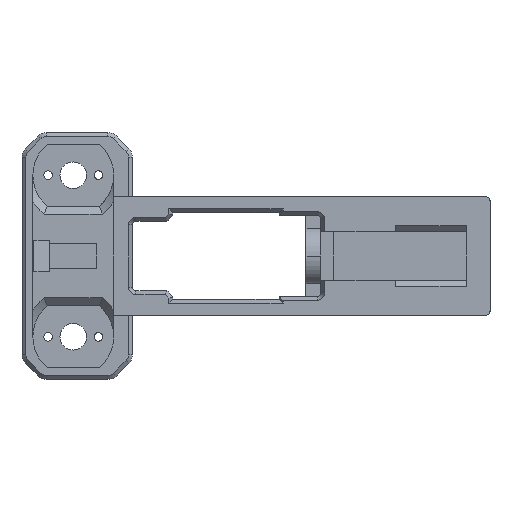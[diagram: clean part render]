
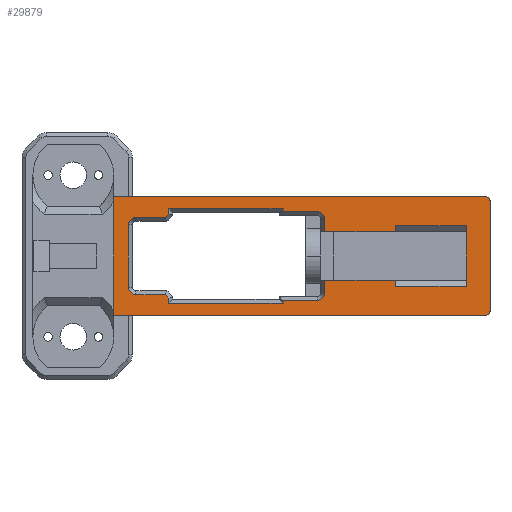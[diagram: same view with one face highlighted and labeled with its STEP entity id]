
A CAD part, front view. The second image highlights one B-rep face of the part: STEP entity #29879.
In plain terms, the highlighted planar face has unit normal (0, -1, 0).
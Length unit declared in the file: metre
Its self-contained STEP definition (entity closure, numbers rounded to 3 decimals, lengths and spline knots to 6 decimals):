
#869=CIRCLE('',#31603,0.001);
#870=CIRCLE('',#31604,0.001);
#871=CIRCLE('',#31605,0.0019);
#872=CIRCLE('',#31606,0.0019);
#873=CIRCLE('',#31607,0.0019);
#874=CIRCLE('',#31608,0.0019);
#2678=ORIENTED_EDGE('',*,*,#10865,.T.);
#2679=ORIENTED_EDGE('',*,*,#10918,.F.);
#2680=ORIENTED_EDGE('',*,*,#10919,.F.);
#2681=ORIENTED_EDGE('',*,*,#10920,.T.);
#2682=ORIENTED_EDGE('',*,*,#10854,.F.);
#2683=ORIENTED_EDGE('',*,*,#10032,.T.);
#2684=ORIENTED_EDGE('',*,*,#10921,.F.);
#2685=ORIENTED_EDGE('',*,*,#10922,.F.);
#2686=ORIENTED_EDGE('',*,*,#10923,.T.);
#2687=ORIENTED_EDGE('',*,*,#10924,.T.);
#2688=ORIENTED_EDGE('',*,*,#10925,.T.);
#2689=ORIENTED_EDGE('',*,*,#10926,.T.);
#2690=ORIENTED_EDGE('',*,*,#10927,.T.);
#2691=ORIENTED_EDGE('',*,*,#10928,.T.);
#2692=ORIENTED_EDGE('',*,*,#10929,.T.);
#2693=ORIENTED_EDGE('',*,*,#10930,.T.);
#2694=ORIENTED_EDGE('',*,*,#10931,.T.);
#2695=ORIENTED_EDGE('',*,*,#10932,.T.);
#2696=ORIENTED_EDGE('',*,*,#10933,.T.);
#2697=ORIENTED_EDGE('',*,*,#10934,.T.);
#2698=ORIENTED_EDGE('',*,*,#10935,.T.);
#2699=ORIENTED_EDGE('',*,*,#10936,.T.);
#2700=ORIENTED_EDGE('',*,*,#10937,.T.);
#2701=ORIENTED_EDGE('',*,*,#10938,.T.);
#2702=ORIENTED_EDGE('',*,*,#10939,.T.);
#2703=ORIENTED_EDGE('',*,*,#10940,.T.);
#2704=ORIENTED_EDGE('',*,*,#10941,.T.);
#2705=ORIENTED_EDGE('',*,*,#10942,.T.);
#2706=ORIENTED_EDGE('',*,*,#10943,.F.);
#2707=ORIENTED_EDGE('',*,*,#10944,.T.);
#2708=ORIENTED_EDGE('',*,*,#10945,.T.);
#2709=ORIENTED_EDGE('',*,*,#10946,.F.);
#10032=EDGE_CURVE('',#14480,#14493,#17444,.T.);
#10854=EDGE_CURVE('',#14480,#15026,#17904,.T.);
#10865=EDGE_CURVE('',#14493,#15035,#17911,.T.);
#10918=EDGE_CURVE('',#15064,#15035,#869,.T.);
#10919=EDGE_CURVE('',#15065,#15064,#17936,.T.);
#10920=EDGE_CURVE('',#15065,#15026,#870,.T.);
#10921=EDGE_CURVE('',#15066,#15067,#17937,.T.);
#10922=EDGE_CURVE('',#15068,#15066,#17938,.T.);
#10923=EDGE_CURVE('',#15068,#15069,#17939,.T.);
#10924=EDGE_CURVE('',#15069,#15070,#871,.T.);
#10925=EDGE_CURVE('',#15070,#15071,#17940,.T.);
#10926=EDGE_CURVE('',#15071,#15072,#17941,.T.);
#10927=EDGE_CURVE('',#15072,#15073,#17942,.T.);
#10928=EDGE_CURVE('',#15073,#15074,#17943,.T.);
#10929=EDGE_CURVE('',#15074,#15075,#17944,.T.);
#10930=EDGE_CURVE('',#15075,#15076,#17945,.T.);
#10931=EDGE_CURVE('',#15076,#15077,#872,.T.);
#10932=EDGE_CURVE('',#15077,#15078,#17946,.T.);
#10933=EDGE_CURVE('',#15078,#15079,#873,.T.);
#10934=EDGE_CURVE('',#15079,#15080,#17947,.T.);
#10935=EDGE_CURVE('',#15080,#15081,#17948,.T.);
#10936=EDGE_CURVE('',#15081,#15082,#17949,.T.);
#10937=EDGE_CURVE('',#15082,#15083,#17950,.T.);
#10938=EDGE_CURVE('',#15083,#15084,#17951,.T.);
#10939=EDGE_CURVE('',#15084,#15085,#17952,.T.);
#10940=EDGE_CURVE('',#15085,#15086,#874,.T.);
#10941=EDGE_CURVE('',#15086,#15087,#17953,.T.);
#10942=EDGE_CURVE('',#15087,#15088,#17954,.T.);
#10943=EDGE_CURVE('',#15089,#15088,#17955,.T.);
#10944=EDGE_CURVE('',#15089,#15090,#17956,.T.);
#10945=EDGE_CURVE('',#15090,#15091,#17957,.T.);
#10946=EDGE_CURVE('',#15067,#15091,#17958,.T.);
#14480=VERTEX_POINT('',#40383);
#14493=VERTEX_POINT('',#40417);
#15026=VERTEX_POINT('',#44422);
#15035=VERTEX_POINT('',#44448);
#15064=VERTEX_POINT('',#44580);
#15065=VERTEX_POINT('',#44582);
#15066=VERTEX_POINT('',#44585);
#15067=VERTEX_POINT('',#44586);
#15068=VERTEX_POINT('',#44588);
#15069=VERTEX_POINT('',#44590);
#15070=VERTEX_POINT('',#44592);
#15071=VERTEX_POINT('',#44594);
#15072=VERTEX_POINT('',#44596);
#15073=VERTEX_POINT('',#44598);
#15074=VERTEX_POINT('',#44600);
#15075=VERTEX_POINT('',#44602);
#15076=VERTEX_POINT('',#44604);
#15077=VERTEX_POINT('',#44606);
#15078=VERTEX_POINT('',#44608);
#15079=VERTEX_POINT('',#44610);
#15080=VERTEX_POINT('',#44612);
#15081=VERTEX_POINT('',#44614);
#15082=VERTEX_POINT('',#44616);
#15083=VERTEX_POINT('',#44618);
#15084=VERTEX_POINT('',#44620);
#15085=VERTEX_POINT('',#44622);
#15086=VERTEX_POINT('',#44624);
#15087=VERTEX_POINT('',#44626);
#15088=VERTEX_POINT('',#44628);
#15089=VERTEX_POINT('',#44630);
#15090=VERTEX_POINT('',#44632);
#15091=VERTEX_POINT('',#44634);
#17444=LINE('',#40418,#21236);
#17904=LINE('',#44421,#21696);
#17911=LINE('',#44449,#21703);
#17936=LINE('',#44581,#21728);
#17937=LINE('',#44584,#21729);
#17938=LINE('',#44587,#21730);
#17939=LINE('',#44589,#21731);
#17940=LINE('',#44593,#21732);
#17941=LINE('',#44595,#21733);
#17942=LINE('',#44597,#21734);
#17943=LINE('',#44599,#21735);
#17944=LINE('',#44601,#21736);
#17945=LINE('',#44603,#21737);
#17946=LINE('',#44607,#21738);
#17947=LINE('',#44611,#21739);
#17948=LINE('',#44613,#21740);
#17949=LINE('',#44615,#21741);
#17950=LINE('',#44617,#21742);
#17951=LINE('',#44619,#21743);
#17952=LINE('',#44621,#21744);
#17953=LINE('',#44625,#21745);
#17954=LINE('',#44627,#21746);
#17955=LINE('',#44629,#21747);
#17956=LINE('',#44631,#21748);
#17957=LINE('',#44633,#21749);
#17958=LINE('',#44635,#21750);
#21236=VECTOR('',#33033,1.);
#21696=VECTOR('',#34277,1.);
#21703=VECTOR('',#34290,1.);
#21728=VECTOR('',#34399,1.);
#21729=VECTOR('',#34402,1.);
#21730=VECTOR('',#34403,1.);
#21731=VECTOR('',#34404,1.);
#21732=VECTOR('',#34407,1.);
#21733=VECTOR('',#34408,1.);
#21734=VECTOR('',#34409,1.);
#21735=VECTOR('',#34410,1.);
#21736=VECTOR('',#34411,1.);
#21737=VECTOR('',#34412,1.);
#21738=VECTOR('',#34415,1.);
#21739=VECTOR('',#34418,1.);
#21740=VECTOR('',#34419,1.);
#21741=VECTOR('',#34420,1.);
#21742=VECTOR('',#34421,1.);
#21743=VECTOR('',#34422,1.);
#21744=VECTOR('',#34423,1.);
#21745=VECTOR('',#34426,1.);
#21746=VECTOR('',#34427,1.);
#21747=VECTOR('',#34428,1.);
#21748=VECTOR('',#34429,1.);
#21749=VECTOR('',#34430,1.);
#21750=VECTOR('',#34431,1.);
#25306=EDGE_LOOP('',(#2678,#2679,#2680,#2681,#2682,#2683));
#25307=EDGE_LOOP('',(#2684,#2685,#2686,#2687,#2688,#2689,#2690,#2691,#2692,
#2693,#2694,#2695,#2696,#2697,#2698,#2699,#2700,#2701,#2702,#2703,#2704,
#2705,#2706,#2707,#2708,#2709));
#26971=FACE_BOUND('',#25306,.T.);
#26972=FACE_BOUND('',#25307,.T.);
#28451=PLANE('',#31602);
#29879=ADVANCED_FACE('',(#26971,#26972),#28451,.T.);
#31602=AXIS2_PLACEMENT_3D('',#44578,#34395,#34396);
#31603=AXIS2_PLACEMENT_3D('',#44579,#34397,#34398);
#31604=AXIS2_PLACEMENT_3D('',#44583,#34400,#34401);
#31605=AXIS2_PLACEMENT_3D('',#44591,#34405,#34406);
#31606=AXIS2_PLACEMENT_3D('',#44605,#34413,#34414);
#31607=AXIS2_PLACEMENT_3D('',#44609,#34416,#34417);
#31608=AXIS2_PLACEMENT_3D('',#44623,#34424,#34425);
#33033=DIRECTION('',(0.,0.,-1.));
#34277=DIRECTION('',(1.,0.,0.));
#34290=DIRECTION('',(1.,0.,0.));
#34395=DIRECTION('',(0.,-1.,0.));
#34396=DIRECTION('',(0.,0.,-1.));
#34397=DIRECTION('',(0.,1.,0.));
#34398=DIRECTION('',(0.,0.,-1.));
#34399=DIRECTION('',(0.,0.,-1.));
#34400=DIRECTION('',(0.,-1.,0.));
#34401=DIRECTION('',(0.,0.,-1.));
#34402=DIRECTION('',(0.,0.,-1.));
#34403=DIRECTION('',(1.,0.,0.));
#34404=DIRECTION('',(0.,0.,-1.));
#34405=DIRECTION('',(0.,1.,0.));
#34406=DIRECTION('',(0.,0.,-1.));
#34407=DIRECTION('',(-1.,0.,0.));
#34408=DIRECTION('',(0.,0.,-1.));
#34409=DIRECTION('',(-1.,0.,0.));
#34410=DIRECTION('',(0.,0.,1.));
#34411=DIRECTION('',(-0.707,0.,0.707));
#34412=DIRECTION('',(-1.,0.,0.));
#34413=DIRECTION('',(0.,1.,0.));
#34414=DIRECTION('',(0.,0.,-1.));
#34415=DIRECTION('',(0.,0.,1.));
#34416=DIRECTION('',(0.,1.,0.));
#34417=DIRECTION('',(0.,0.,-1.));
#34418=DIRECTION('',(1.,0.,0.));
#34419=DIRECTION('',(0.707,0.,0.707));
#34420=DIRECTION('',(0.,0.,1.));
#34421=DIRECTION('',(1.,0.,0.));
#34422=DIRECTION('',(0.,0.,-1.));
#34423=DIRECTION('',(1.,0.,0.));
#34424=DIRECTION('',(0.,1.,0.));
#34425=DIRECTION('',(0.,0.,-1.));
#34426=DIRECTION('',(0.,0.,-1.));
#34427=DIRECTION('',(1.,0.,0.));
#34428=DIRECTION('',(0.,0.,-1.));
#34429=DIRECTION('',(1.,0.,0.));
#34430=DIRECTION('',(0.,0.,-1.));
#34431=DIRECTION('',(1.,0.,0.));
#40383=CARTESIAN_POINT('',(0.0055,-0.0115,0.015));
#40417=CARTESIAN_POINT('',(0.0055,-0.0115,-0.015));
#40418=CARTESIAN_POINT('',(0.0055,-0.0115,0.));
#44421=CARTESIAN_POINT('',(0.,-0.0115,0.015));
#44422=CARTESIAN_POINT('',(0.1,-0.0115,0.015));
#44448=CARTESIAN_POINT('',(0.1,-0.0115,-0.015));
#44449=CARTESIAN_POINT('',(0.,-0.0115,-0.015));
#44578=CARTESIAN_POINT('',(0.,-0.0115,0.));
#44579=CARTESIAN_POINT('',(0.1,-0.0115,-0.014));
#44580=CARTESIAN_POINT('',(0.101,-0.0115,-0.014));
#44581=CARTESIAN_POINT('',(0.101,-0.0115,0.));
#44582=CARTESIAN_POINT('',(0.101,-0.0115,0.014));
#44583=CARTESIAN_POINT('',(0.1,-0.0115,0.014));
#44584=CARTESIAN_POINT('',(0.077,-0.0115,0.));
#44585=CARTESIAN_POINT('',(0.077,-0.0115,-0.006125));
#44586=CARTESIAN_POINT('',(0.077,-0.0115,-0.007723));
#44587=CARTESIAN_POINT('',(0.,-0.0115,-0.006125));
#44588=CARTESIAN_POINT('',(0.05905,-0.0115,-0.006125));
#44589=CARTESIAN_POINT('',(0.05905,-0.0115,0.));
#44590=CARTESIAN_POINT('',(0.05905,-0.0115,-0.009375));
#44591=CARTESIAN_POINT('',(0.05715,-0.0115,-0.009375));
#44592=CARTESIAN_POINT('',(0.05715,-0.0115,-0.011275));
#44593=CARTESIAN_POINT('',(0.,-0.0115,-0.011275));
#44594=CARTESIAN_POINT('',(0.048484,-0.0115,-0.011275));
#44595=CARTESIAN_POINT('',(0.048484,-0.0115,-0.011));
#44596=CARTESIAN_POINT('',(0.048484,-0.0115,-0.012));
#44597=CARTESIAN_POINT('',(0.020484,-0.0115,-0.012));
#44598=CARTESIAN_POINT('',(0.019484,-0.0115,-0.012));
#44599=CARTESIAN_POINT('',(0.019484,-0.0115,0.));
#44600=CARTESIAN_POINT('',(0.019484,-0.0115,-0.010689));
#44601=CARTESIAN_POINT('',(0.004398,-0.0115,0.004398));
#44602=CARTESIAN_POINT('',(0.018595,-0.0115,-0.0098));
#44603=CARTESIAN_POINT('',(0.01115,-0.0115,-0.0098));
#44604=CARTESIAN_POINT('',(0.01115,-0.0115,-0.0098));
#44605=CARTESIAN_POINT('',(0.01115,-0.0115,-0.0079));
#44606=CARTESIAN_POINT('',(0.00925,-0.0115,-0.0079));
#44607=CARTESIAN_POINT('',(0.00925,-0.0115,0.));
#44608=CARTESIAN_POINT('',(0.00925,-0.0115,0.0079));
#44609=CARTESIAN_POINT('',(0.01115,-0.0115,0.0079));
#44610=CARTESIAN_POINT('',(0.01115,-0.0115,0.0098));
#44611=CARTESIAN_POINT('',(0.,-0.0115,0.0098));
#44612=CARTESIAN_POINT('',(0.018595,-0.0115,0.0098));
#44613=CARTESIAN_POINT('',(0.004398,-0.0115,-0.004398));
#44614=CARTESIAN_POINT('',(0.019484,-0.0115,0.010689));
#44615=CARTESIAN_POINT('',(0.019484,-0.0115,0.));
#44616=CARTESIAN_POINT('',(0.019484,-0.0115,0.012));
#44617=CARTESIAN_POINT('',(0.,-0.0115,0.012));
#44618=CARTESIAN_POINT('',(0.048484,-0.0115,0.012));
#44619=CARTESIAN_POINT('',(0.048484,-0.0115,0.010275));
#44620=CARTESIAN_POINT('',(0.048484,-0.0115,0.011275));
#44621=CARTESIAN_POINT('',(0.,-0.0115,0.011275));
#44622=CARTESIAN_POINT('',(0.05715,-0.0115,0.011275));
#44623=CARTESIAN_POINT('',(0.05715,-0.0115,0.009375));
#44624=CARTESIAN_POINT('',(0.05905,-0.0115,0.009375));
#44625=CARTESIAN_POINT('',(0.05905,-0.0115,0.));
#44626=CARTESIAN_POINT('',(0.05905,-0.0115,0.006125));
#44627=CARTESIAN_POINT('',(0.,-0.0115,0.006125));
#44628=CARTESIAN_POINT('',(0.077,-0.0115,0.006125));
#44629=CARTESIAN_POINT('',(0.077,-0.0115,0.));
#44630=CARTESIAN_POINT('',(0.077,-0.0115,0.007723));
#44631=CARTESIAN_POINT('',(0.,-0.0115,0.007723));
#44632=CARTESIAN_POINT('',(0.095,-0.0115,0.007723));
#44633=CARTESIAN_POINT('',(0.095,-0.0115,0.));
#44634=CARTESIAN_POINT('',(0.095,-0.0115,-0.007723));
#44635=CARTESIAN_POINT('',(0.071,-0.0115,-0.007723));
